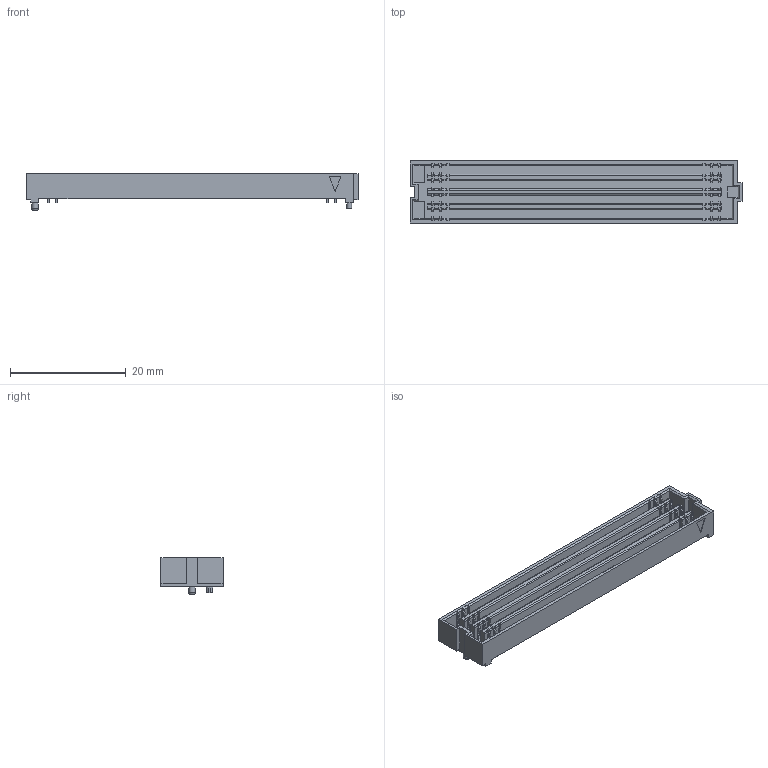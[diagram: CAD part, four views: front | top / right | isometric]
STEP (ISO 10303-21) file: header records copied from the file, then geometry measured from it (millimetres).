
FILE_DESCRIPTION(/* description */ (''),/* implementation_level */ '2;1');
FILE_NAME(/* name */ 'SAMTEC_SEAF-40-05.0-S-08-2-A-K.stp',/* time_stamp */ '2016-05-27T15:20:17+02:00',/* author */ ('riccim'),/* organization */ ('SolidWorks'),/* preprocessor_version */ 'ST-DEVELOPER v15.5',/* originating_system */ 'AutoCAD Mechanical',/* authorisation */ ' ');
FILE_SCHEMA (('AUTOMOTIVE_DESIGN { 1 0 10303 214 3 1 1 }'));
Length unit declared in the file: millimetre
Products named in the file (1): Product
Bounding box: 57.45 x 10.74 x 6.32 mm (x, y, z)
Volume: 1554.2 mm3; surface area: 3472.8 mm2
Topology: 4 solids, 4 shells, 853 faces, 2406 edges, 1600 vertices
Faces by surface type: plane 807, cylinder 45, torus 1
Full cylindrical faces by diameter (mm): 1.118 x1
Entity records: 27079 total; most frequent: CARTESIAN_POINT 4856, ORIENTED_EDGE 4806, DIRECTION 4202, EDGE_CURVE 2403, LINE 2312, VECTOR 2312, VERTEX_POINT 1599, AXIS2_PLACEMENT_3D 945
